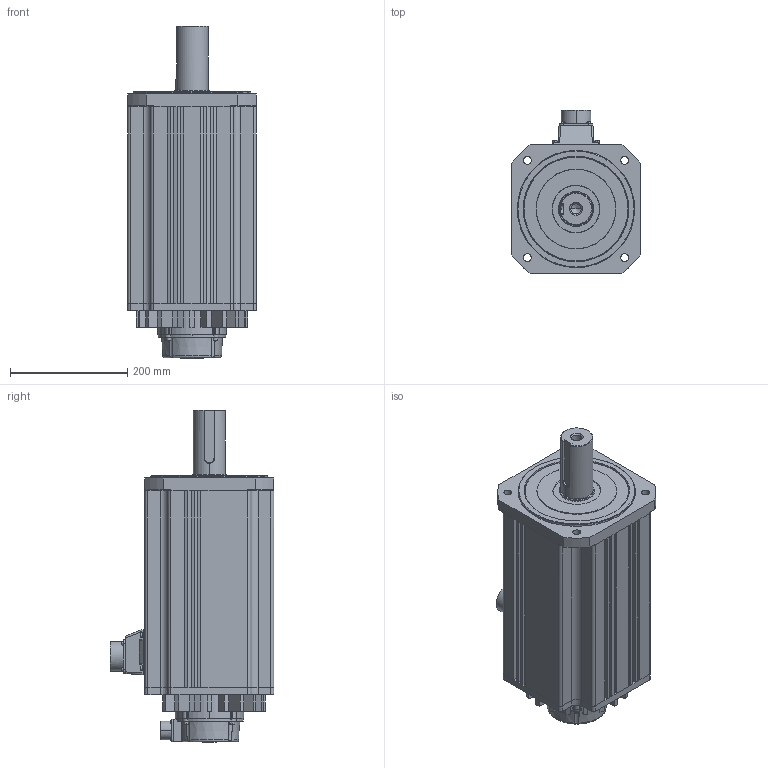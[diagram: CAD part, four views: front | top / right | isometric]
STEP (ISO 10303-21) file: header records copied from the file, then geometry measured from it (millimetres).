
FILE_DESCRIPTION (( 'STEP AP214' ), '1' );
FILE_NAME ('SV2H-2F0N EXT 1c.STEP', '2020-10-14T00:38:11', ( '' ), ( '' ), 'SwSTEP 2.0', 'SolidWorks 2017', '' );
FILE_SCHEMA (( 'AUTOMOTIVE_DESIGN' ));
Length unit declared in the file: inch
Products named in the file (1): SV2H-2F0N EXT 1c
Bounding box: 220 x 279.2 x 566.51 mm (x, y, z)
Volume: 17032193.2 mm3; surface area: 582269.1 mm2
Topology: 1 solids, 1 shells, 734 faces, 1858 edges, 1173 vertices
Faces by surface type: plane 325, cylinder 204, bspline 106, cone 99
Entity records: 45561 total; most frequent: CARTESIAN_POINT 21161, ORIENTED_EDGE 3692, DIRECTION 2367, EDGE_CURVE 1846, VERTEX_POINT 1173, B_SPLINE_CURVE_WITH_KNOTS 829, EDGE_LOOP 813, AXIS2_PLACEMENT_3D 797
